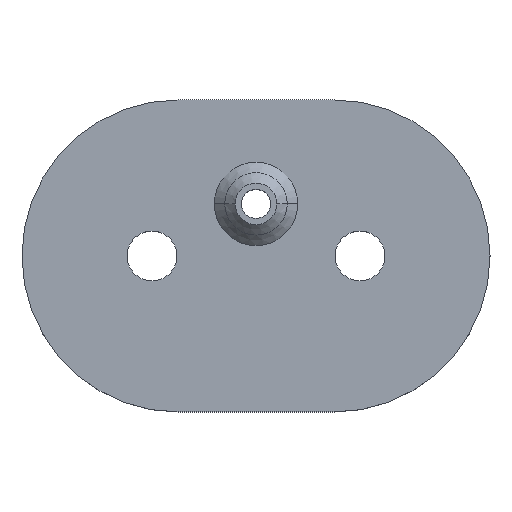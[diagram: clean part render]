
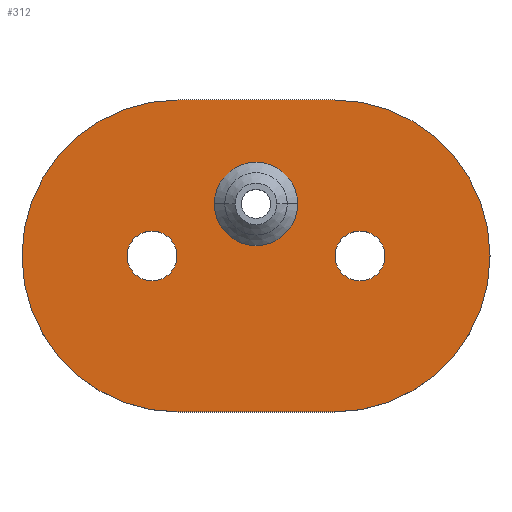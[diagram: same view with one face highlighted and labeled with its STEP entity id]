
A CAD part, top view. The second image highlights one B-rep face of the part: STEP entity #312.
In plain terms, the highlighted planar face has unit normal (0, 0, 1).
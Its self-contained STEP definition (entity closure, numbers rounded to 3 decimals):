
#5 = EDGE_CURVE ( 'NONE', #419, #203, #202, .T. ) ;
#12 = EDGE_CURVE ( 'NONE', #532, #92, #76, .T. ) ;
#25 = CARTESIAN_POINT ( 'NONE',  ( -7.5, 0., 4. ) ) ;
#27 = FACE_BOUND ( 'NONE', #364, .T. ) ;
#43 = CARTESIAN_POINT ( 'NONE',  ( -12.4, 0., 4. ) ) ;
#51 = AXIS2_PLACEMENT_3D ( 'NONE', #623, #421, #172 ) ;
#53 = ORIENTED_EDGE ( 'NONE', *, *, #158, .F. ) ;
#54 = EDGE_CURVE ( 'NONE', #523, #633, #60, .T. ) ;
#55 = CARTESIAN_POINT ( 'NONE',  ( 4., 5., 4. ) ) ;
#58 = EDGE_CURVE ( 'NONE', #203, #419, #401, .T. ) ;
#59 = DIRECTION ( 'NONE',  ( 1., 0., 0. ) ) ;
#60 = CIRCLE ( 'NONE', #313, 2.4 ) ;
#61 = DIRECTION ( 'NONE',  ( 1., 0., 0. ) ) ;
#64 = CIRCLE ( 'NONE', #554, 15. ) ;
#68 = CARTESIAN_POINT ( 'NONE',  ( -4., 5., 4. ) ) ;
#72 = CIRCLE ( 'NONE', #572, 4. ) ;
#74 = CARTESIAN_POINT ( 'NONE',  ( -22.5, 0., 4. ) ) ;
#76 = CIRCLE ( 'NONE', #539, 4. ) ;
#85 = DIRECTION ( 'NONE',  ( 1., 0., 0. ) ) ;
#92 = VERTEX_POINT ( 'NONE', #55 ) ;
#95 = ORIENTED_EDGE ( 'NONE', *, *, #199, .F. ) ;
#96 = AXIS2_PLACEMENT_3D ( 'NONE', #187, #389, #291 ) ;
#99 = VECTOR ( 'NONE', #130, 1000. ) ;
#105 = DIRECTION ( 'NONE',  ( 0., 0., 1. ) ) ;
#110 = AXIS2_PLACEMENT_3D ( 'NONE', #207, #105, #59 ) ;
#111 = DIRECTION ( 'NONE',  ( 1., 0., 0. ) ) ;
#116 = CARTESIAN_POINT ( 'NONE',  ( 12.4, 0., 4. ) ) ;
#125 = CARTESIAN_POINT ( 'NONE',  ( 0., 15., 4. ) ) ;
#126 = FACE_BOUND ( 'NONE', #145, .T. ) ;
#130 = DIRECTION ( 'NONE',  ( 1., 0., 0. ) ) ;
#139 = ORIENTED_EDGE ( 'NONE', *, *, #519, .T. ) ;
#141 = CARTESIAN_POINT ( 'NONE',  ( 7.6, 0., 4. ) ) ;
#142 = DIRECTION ( 'NONE',  ( 0., 0., 1. ) ) ;
#143 = CARTESIAN_POINT ( 'NONE',  ( 10., 0., 4. ) ) ;
#145 = EDGE_LOOP ( 'NONE', ( #493, #53 ) ) ;
#155 = AXIS2_PLACEMENT_3D ( 'NONE', #25, #142, #280 ) ;
#158 = EDGE_CURVE ( 'NONE', #92, #532, #72, .T. ) ;
#161 = AXIS2_PLACEMENT_3D ( 'NONE', #143, #342, #535 ) ;
#162 = VECTOR ( 'NONE', #215, 1000. ) ;
#165 = CARTESIAN_POINT ( 'NONE',  ( 7.5, 0., 4. ) ) ;
#168 = FACE_OUTER_BOUND ( 'NONE', #251, .T. ) ;
#172 = DIRECTION ( 'NONE',  ( 1., 0., 0. ) ) ;
#181 = VERTEX_POINT ( 'NONE', #436 ) ;
#187 = CARTESIAN_POINT ( 'NONE',  ( -7.5, 0., 4. ) ) ;
#199 = EDGE_CURVE ( 'NONE', #633, #523, #498, .T. ) ;
#201 = ORIENTED_EDGE ( 'NONE', *, *, #412, .T. ) ;
#202 = CIRCLE ( 'NONE', #348, 2.4 ) ;
#203 = VERTEX_POINT ( 'NONE', #43 ) ;
#207 = CARTESIAN_POINT ( 'NONE',  ( -10., 0., 4. ) ) ;
#210 = DIRECTION ( 'NONE',  ( 0., 0., 1. ) ) ;
#215 = DIRECTION ( 'NONE',  ( 1., 0., 0. ) ) ;
#222 = PLANE ( 'NONE',  #51 ) ;
#224 = CARTESIAN_POINT ( 'NONE',  ( 7.5, 15., 4. ) ) ;
#244 = ORIENTED_EDGE ( 'NONE', *, *, #616, .F. ) ;
#251 = EDGE_LOOP ( 'NONE', ( #139, #640, #244, #600, #201 ) ) ;
#260 = EDGE_LOOP ( 'NONE', ( #95, #643 ) ) ;
#265 = DIRECTION ( 'NONE',  ( 0., 0., 1. ) ) ;
#280 = DIRECTION ( 'NONE',  ( 1., 0., 0. ) ) ;
#284 = VERTEX_POINT ( 'NONE', #74 ) ;
#291 = DIRECTION ( 'NONE',  ( 1., 0., 0. ) ) ;
#294 = VERTEX_POINT ( 'NONE', #371 ) ;
#299 = CIRCLE ( 'NONE', #96, 15. ) ;
#307 = DIRECTION ( 'NONE',  ( 1., 0., 0. ) ) ;
#312 = ADVANCED_FACE ( 'NONE', ( #126, #472, #27, #168 ), #222, .T. ) ;
#313 = AXIS2_PLACEMENT_3D ( 'NONE', #506, #608, #61 ) ;
#342 = DIRECTION ( 'NONE',  ( 0., 0., 1. ) ) ;
#348 = AXIS2_PLACEMENT_3D ( 'NONE', #456, #210, #457 ) ;
#351 = EDGE_CURVE ( 'NONE', #181, #284, #407, .T. ) ;
#359 = CARTESIAN_POINT ( 'NONE',  ( 0., 5., 4. ) ) ;
#364 = EDGE_LOOP ( 'NONE', ( #488, #387 ) ) ;
#371 = CARTESIAN_POINT ( 'NONE',  ( -7.5, -15., 4. ) ) ;
#387 = ORIENTED_EDGE ( 'NONE', *, *, #5, .F. ) ;
#388 = LINE ( 'NONE', #125, #99 ) ;
#389 = DIRECTION ( 'NONE',  ( 0., 0., 1. ) ) ;
#401 = CIRCLE ( 'NONE', #110, 2.4 ) ;
#407 = CIRCLE ( 'NONE', #155, 15. ) ;
#412 = EDGE_CURVE ( 'NONE', #284, #294, #299, .T. ) ;
#419 = VERTEX_POINT ( 'NONE', #586 ) ;
#420 = LINE ( 'NONE', #625, #162 ) ;
#421 = DIRECTION ( 'NONE',  ( 0., 0., 1. ) ) ;
#433 = VERTEX_POINT ( 'NONE', #449 ) ;
#436 = CARTESIAN_POINT ( 'NONE',  ( -7.5, 15., 4. ) ) ;
#445 = CARTESIAN_POINT ( 'NONE',  ( 0., 5., 4. ) ) ;
#449 = CARTESIAN_POINT ( 'NONE',  ( 7.5, -15., 4. ) ) ;
#456 = CARTESIAN_POINT ( 'NONE',  ( -10., 0., 4. ) ) ;
#457 = DIRECTION ( 'NONE',  ( 1., 0., 0. ) ) ;
#470 = EDGE_CURVE ( 'NONE', #433, #611, #64, .T. ) ;
#472 = FACE_BOUND ( 'NONE', #260, .T. ) ;
#488 = ORIENTED_EDGE ( 'NONE', *, *, #58, .F. ) ;
#491 = DIRECTION ( 'NONE',  ( 0., 0., 1. ) ) ;
#493 = ORIENTED_EDGE ( 'NONE', *, *, #12, .F. ) ;
#498 = CIRCLE ( 'NONE', #161, 2.4 ) ;
#506 = CARTESIAN_POINT ( 'NONE',  ( 10., 0., 4. ) ) ;
#519 = EDGE_CURVE ( 'NONE', #294, #433, #420, .T. ) ;
#523 = VERTEX_POINT ( 'NONE', #116 ) ;
#532 = VERTEX_POINT ( 'NONE', #68 ) ;
#535 = DIRECTION ( 'NONE',  ( 1., 0., 0. ) ) ;
#539 = AXIS2_PLACEMENT_3D ( 'NONE', #359, #557, #307 ) ;
#554 = AXIS2_PLACEMENT_3D ( 'NONE', #165, #265, #111 ) ;
#557 = DIRECTION ( 'NONE',  ( 0., 0., 1. ) ) ;
#572 = AXIS2_PLACEMENT_3D ( 'NONE', #445, #491, #85 ) ;
#586 = CARTESIAN_POINT ( 'NONE',  ( -7.6, 0., 4. ) ) ;
#600 = ORIENTED_EDGE ( 'NONE', *, *, #351, .T. ) ;
#608 = DIRECTION ( 'NONE',  ( 0., 0., 1. ) ) ;
#611 = VERTEX_POINT ( 'NONE', #224 ) ;
#616 = EDGE_CURVE ( 'NONE', #181, #611, #388, .T. ) ;
#623 = CARTESIAN_POINT ( 'NONE',  ( 0., 0., 4. ) ) ;
#625 = CARTESIAN_POINT ( 'NONE',  ( 0., -15., 4. ) ) ;
#633 = VERTEX_POINT ( 'NONE', #141 ) ;
#640 = ORIENTED_EDGE ( 'NONE', *, *, #470, .T. ) ;
#643 = ORIENTED_EDGE ( 'NONE', *, *, #54, .F. ) ;
